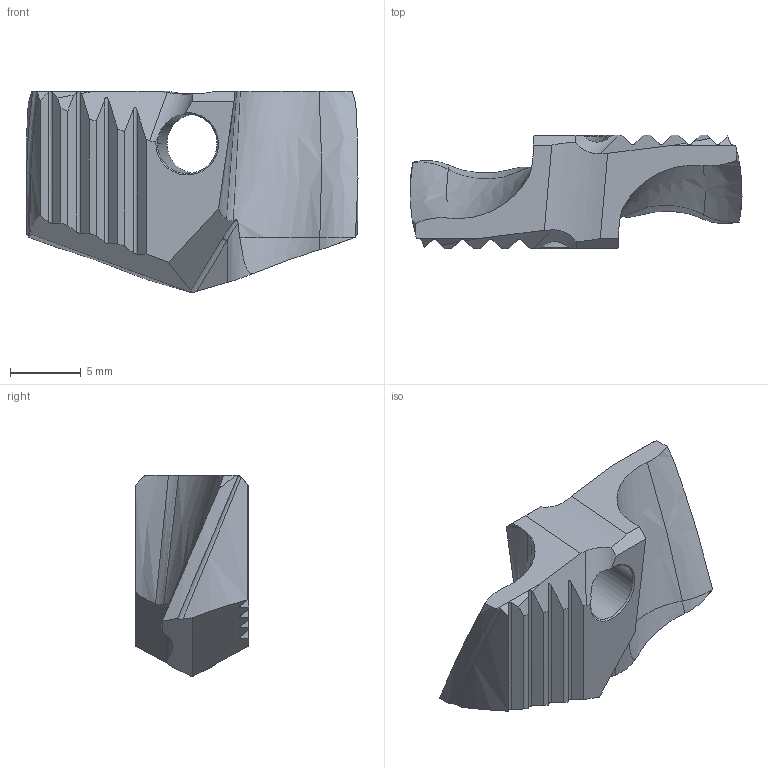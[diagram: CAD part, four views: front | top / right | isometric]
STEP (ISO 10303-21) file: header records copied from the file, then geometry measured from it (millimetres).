
FILE_DESCRIPTION((''),'2;1');
FILE_NAME('TAWNH0059T','2021-03-15T10:52:20',('tlyad09'),('PTC Japan'),'CREO PARAMETRIC BY PTC INC, 2018500','CREO PARAMETRIC BY PTC INC, 2018500','');
FILE_SCHEMA(('AUTOMOTIVE_DESIGN { 1 0 10303 214 1 1 1 1 }'));
Length unit declared in the file: millimetre
Products named in the file (1): TAWNH0059T
Bounding box: 23.41 x 8 x 14.2 mm (x, y, z)
Volume: 1140.2 mm3; surface area: 983.1 mm2
Topology: 1 solids, 1 shells, 89 faces, 291 edges, 202 vertices
Faces by surface type: plane 46, bspline 24, cylinder 19
Entity records: 7068 total; most frequent: CARTESIAN_POINT 2891, ORIENTED_EDGE 536, PRESENTATION_STYLE_ASSIGNMENT 384, STYLED_ITEM 295, CURVE_STYLE 294, DIRECTION 276, EDGE_CURVE 268, VERTEX_POINT 179
